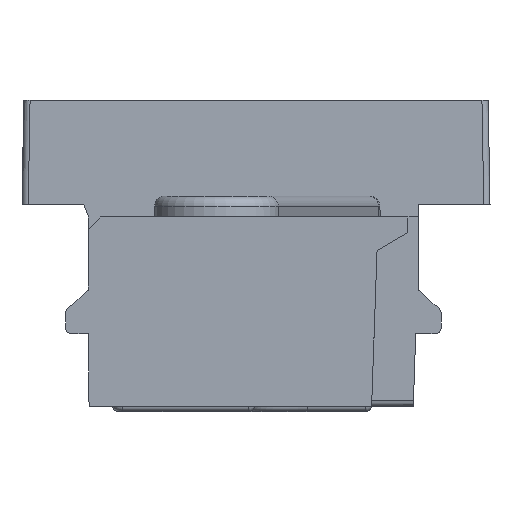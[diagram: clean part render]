
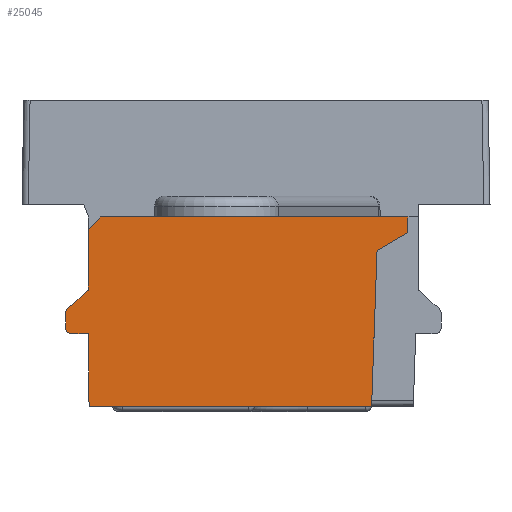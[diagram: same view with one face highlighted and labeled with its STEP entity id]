
A CAD part, front view. The second image highlights one B-rep face of the part: STEP entity #25045.
In plain terms, the highlighted planar face has unit normal (0, -1, 0).
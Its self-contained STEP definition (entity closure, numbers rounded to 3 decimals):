
#119 = VECTOR ( 'NONE', #3602, 1000. ) ;
#385 = LINE ( 'NONE', #8262, #7901 ) ;
#583 = CARTESIAN_POINT ( 'NONE',  ( -6.8, 0., 9.1 ) ) ;
#825 = CARTESIAN_POINT ( 'NONE',  ( -7.9, 0., 3.5 ) ) ;
#937 = VERTEX_POINT ( 'NONE', #2913 ) ;
#957 = CARTESIAN_POINT ( 'NONE',  ( 6.8, 0., 0. ) ) ;
#1093 = DIRECTION ( 'NONE',  ( -1., 0., 0. ) ) ;
#2265 = LINE ( 'NONE', #583, #18330 ) ;
#2463 = CARTESIAN_POINT ( 'NONE',  ( -7.801, 0., 4.689 ) ) ;
#2582 = VERTEX_POINT ( 'NONE', #12376 ) ;
#2666 = VECTOR ( 'NONE', #18446, 1000. ) ;
#2913 = CARTESIAN_POINT ( 'NONE',  ( 8.55, 0., 9.1 ) ) ;
#2966 = DIRECTION ( 'NONE',  ( 0., 0., 1. ) ) ;
#3084 = CARTESIAN_POINT ( 'NONE',  ( 7.064, 0., 7.492 ) ) ;
#3602 = DIRECTION ( 'NONE',  ( -0.009, 0., -1. ) ) ;
#3727 = DIRECTION ( 'NONE',  ( 0.035, 0., 0.999 ) ) ;
#4083 = VERTEX_POINT ( 'NONE', #9230 ) ;
#4605 = CARTESIAN_POINT ( 'NONE',  ( 8.55, 0., 8.35 ) ) ;
#4754 = VERTEX_POINT ( 'NONE', #5263 ) ;
#5263 = CARTESIAN_POINT ( 'NONE',  ( -6.2, 0., 9.1 ) ) ;
#5467 = VERTEX_POINT ( 'NONE', #3084 ) ;
#5645 = CARTESIAN_POINT ( 'NONE',  ( -6.8, 0., 8.5 ) ) ;
#5850 = ORIENTED_EDGE ( 'NONE', *, *, #22434, .T. ) ;
#6101 = ORIENTED_EDGE ( 'NONE', *, *, #14973, .F. ) ;
#6361 = EDGE_CURVE ( 'NONE', #2582, #17344, #10859, .T. ) ;
#6437 = VECTOR ( 'NONE', #1093, 1000. ) ;
#6582 = DIRECTION ( 'NONE',  ( 0., 1., 0. ) ) ;
#6636 = CARTESIAN_POINT ( 'NONE',  ( -6.8, 0., 5.59 ) ) ;
#6980 = CARTESIAN_POINT ( 'NONE',  ( 0., 0., 0. ) ) ;
#7228 = DIRECTION ( 'NONE',  ( 0., -1., 0. ) ) ;
#7348 = DIRECTION ( 'NONE',  ( -1., 0., 0. ) ) ;
#7381 = EDGE_CURVE ( 'NONE', #4754, #20575, #385, .T. ) ;
#7421 = CARTESIAN_POINT ( 'NONE',  ( -7.9, 0., 4.6 ) ) ;
#7887 = ORIENTED_EDGE ( 'NONE', *, *, #6361, .F. ) ;
#7901 = VECTOR ( 'NONE', #16175, 1000. ) ;
#8262 = CARTESIAN_POINT ( 'NONE',  ( -6.2, 0., 9.1 ) ) ;
#8439 = LINE ( 'NONE', #825, #14527 ) ;
#8494 = LINE ( 'NONE', #4605, #19305 ) ;
#8774 = AXIS2_PLACEMENT_3D ( 'NONE', #25130, #7228, #2966 ) ;
#8833 = LINE ( 'NONE', #957, #6437 ) ;
#8867 = ORIENTED_EDGE ( 'NONE', *, *, #20554, .F. ) ;
#9047 = ORIENTED_EDGE ( 'NONE', *, *, #22981, .F. ) ;
#9141 = CARTESIAN_POINT ( 'NONE',  ( -6.8, 0., 3.5 ) ) ;
#9230 = CARTESIAN_POINT ( 'NONE',  ( 6.802, 0., 0. ) ) ;
#9266 = VECTOR ( 'NONE', #11220, 1000. ) ;
#9872 = CARTESIAN_POINT ( 'NONE',  ( -6.8, 0., 5.59 ) ) ;
#10017 = EDGE_CURVE ( 'NONE', #13124, #5467, #8494, .T. ) ;
#10859 = LINE ( 'NONE', #21123, #16588 ) ;
#11220 = DIRECTION ( 'NONE',  ( -0.009, 0., 1. ) ) ;
#11293 = VECTOR ( 'NONE', #3727, 1000. ) ;
#11360 = VECTOR ( 'NONE', #13394, 1000. ) ;
#11637 = CARTESIAN_POINT ( 'NONE',  ( 7.064, 0., 7.492 ) ) ;
#11806 = VERTEX_POINT ( 'NONE', #17106 ) ;
#11910 = ORIENTED_EDGE ( 'NONE', *, *, #18258, .F. ) ;
#12045 = EDGE_LOOP ( 'NONE', ( #15853, #16422, #11910, #5850, #7887, #18023, #15759, #23112, #15962, #8867, #9047, #23675, #6101 ) ) ;
#12222 = DIRECTION ( 'NONE',  ( 0., 0., 1. ) ) ;
#12231 = LINE ( 'NONE', #6636, #2666 ) ;
#12376 = CARTESIAN_POINT ( 'NONE',  ( -6.8, 0., 3.5 ) ) ;
#12412 = EDGE_CURVE ( 'NONE', #4083, #11806, #8833, .T. ) ;
#12535 = DIRECTION ( 'NONE',  ( -0.866, 0., -0.5 ) ) ;
#12827 = CARTESIAN_POINT ( 'NONE',  ( -7.9, 0., 3.8 ) ) ;
#13107 = CARTESIAN_POINT ( 'NONE',  ( -7.6, 0., 4.466 ) ) ;
#13124 = VERTEX_POINT ( 'NONE', #18766 ) ;
#13322 = LINE ( 'NONE', #11637, #11293 ) ;
#13364 = DIRECTION ( 'NONE',  ( 0., 0., 1. ) ) ;
#13378 = CARTESIAN_POINT ( 'NONE',  ( -7.6, 0., 3.5 ) ) ;
#13394 = DIRECTION ( 'NONE',  ( 0.743, 0., 0.669 ) ) ;
#13770 = CIRCLE ( 'NONE', #8774, 0.3 ) ;
#14206 = CIRCLE ( 'NONE', #14632, 0.3 ) ;
#14303 = DIRECTION ( 'NONE',  ( 1., 0., 0. ) ) ;
#14527 = VECTOR ( 'NONE', #12222, 1000. ) ;
#14632 = AXIS2_PLACEMENT_3D ( 'NONE', #13107, #17380, #13364 ) ;
#14900 = DIRECTION ( 'NONE',  ( 0., 0., 1. ) ) ;
#14973 = EDGE_CURVE ( 'NONE', #18934, #20575, #12231, .T. ) ;
#15106 = AXIS2_PLACEMENT_3D ( 'NONE', #6980, #6582, #14900 ) ;
#15121 = LINE ( 'NONE', #9141, #9266 ) ;
#15654 = CARTESIAN_POINT ( 'NONE',  ( 8.55, 0., 9.1 ) ) ;
#15759 = ORIENTED_EDGE ( 'NONE', *, *, #12412, .F. ) ;
#15853 = ORIENTED_EDGE ( 'NONE', *, *, #24319, .F. ) ;
#15962 = ORIENTED_EDGE ( 'NONE', *, *, #10017, .F. ) ;
#16175 = DIRECTION ( 'NONE',  ( -0.707, 0., -0.707 ) ) ;
#16422 = ORIENTED_EDGE ( 'NONE', *, *, #23629, .T. ) ;
#16588 = VECTOR ( 'NONE', #7348, 1000. ) ;
#17106 = CARTESIAN_POINT ( 'NONE',  ( -6.769, 0., 0. ) ) ;
#17344 = VERTEX_POINT ( 'NONE', #13378 ) ;
#17380 = DIRECTION ( 'NONE',  ( 0., -1., 0. ) ) ;
#17689 = VERTEX_POINT ( 'NONE', #12827 ) ;
#18003 = VERTEX_POINT ( 'NONE', #24737 ) ;
#18023 = ORIENTED_EDGE ( 'NONE', *, *, #23837, .F. ) ;
#18258 = EDGE_CURVE ( 'NONE', #17689, #18003, #8439, .T. ) ;
#18330 = VECTOR ( 'NONE', #14303, 1000. ) ;
#18446 = DIRECTION ( 'NONE',  ( 0., 0., 1. ) ) ;
#18766 = CARTESIAN_POINT ( 'NONE',  ( 8.543, 0., 8.346 ) ) ;
#18934 = VERTEX_POINT ( 'NONE', #9872 ) ;
#19305 = VECTOR ( 'NONE', #12535, 1000. ) ;
#20469 = FACE_OUTER_BOUND ( 'NONE', #12045, .T. ) ;
#20554 = EDGE_CURVE ( 'NONE', #937, #13124, #25495, .T. ) ;
#20575 = VERTEX_POINT ( 'NONE', #5645 ) ;
#20643 = EDGE_CURVE ( 'NONE', #4083, #5467, #13322, .T. ) ;
#21123 = CARTESIAN_POINT ( 'NONE',  ( -6.8, 0., 3.5 ) ) ;
#21330 = LINE ( 'NONE', #7421, #11360 ) ;
#21509 = VERTEX_POINT ( 'NONE', #2463 ) ;
#22434 = EDGE_CURVE ( 'NONE', #17689, #17344, #13770, .T. ) ;
#22981 = EDGE_CURVE ( 'NONE', #4754, #937, #2265, .T. ) ;
#23112 = ORIENTED_EDGE ( 'NONE', *, *, #20643, .T. ) ;
#23629 = EDGE_CURVE ( 'NONE', #21509, #18003, #14206, .T. ) ;
#23675 = ORIENTED_EDGE ( 'NONE', *, *, #7381, .T. ) ;
#23837 = EDGE_CURVE ( 'NONE', #11806, #2582, #15121, .T. ) ;
#24319 = EDGE_CURVE ( 'NONE', #21509, #18934, #21330, .T. ) ;
#24500 = PLANE ( 'NONE',  #15106 ) ;
#24737 = CARTESIAN_POINT ( 'NONE',  ( -7.9, 0., 4.466 ) ) ;
#25045 = ADVANCED_FACE ( 'NONE', ( #20469 ), #24500, .F. ) ;
#25130 = CARTESIAN_POINT ( 'NONE',  ( -7.6, 0., 3.8 ) ) ;
#25495 = LINE ( 'NONE', #15654, #119 ) ;
